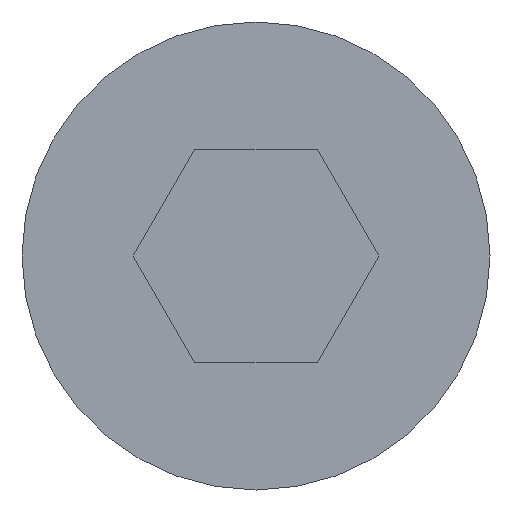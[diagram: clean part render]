
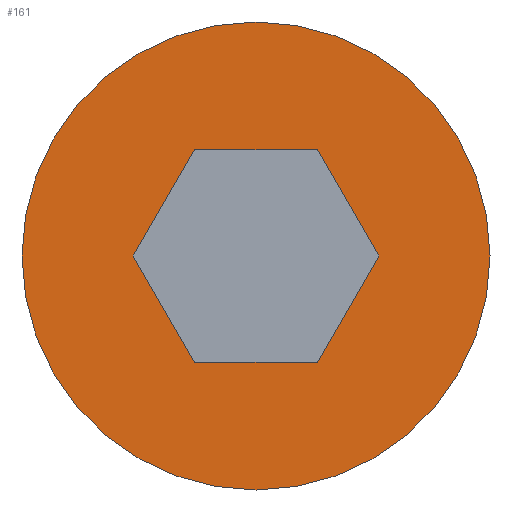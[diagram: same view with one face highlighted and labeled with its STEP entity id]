
A CAD part, front view. The second image highlights one B-rep face of the part: STEP entity #161.
In plain terms, the highlighted planar face has unit normal (0, -1, 0).
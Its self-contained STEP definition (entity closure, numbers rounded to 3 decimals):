
#1 = CARTESIAN_POINT ( 'NONE',  ( 0., 0., 0. ) ) ;
#4 = ORIENTED_EDGE ( 'NONE', *, *, #90, .F. ) ;
#5 = CARTESIAN_POINT ( 'NONE',  ( -0.722, 0., 1.25 ) ) ;
#19 = EDGE_CURVE ( 'NONE', #80, #208, #246, .T. ) ;
#20 = VERTEX_POINT ( 'NONE', #22 ) ;
#22 = CARTESIAN_POINT ( 'NONE',  ( 0.722, 0., 1.25 ) ) ;
#24 = EDGE_CURVE ( 'NONE', #66, #20, #375, .T. ) ;
#27 = CIRCLE ( 'NONE', #262, 2.75 ) ;
#31 = EDGE_CURVE ( 'NONE', #279, #66, #220, .T. ) ;
#44 = DIRECTION ( 'NONE',  ( 0., 0., 1. ) ) ;
#50 = ORIENTED_EDGE ( 'NONE', *, *, #31, .F. ) ;
#56 = CARTESIAN_POINT ( 'NONE',  ( -0.722, 0., -1.25 ) ) ;
#57 = VECTOR ( 'NONE', #390, 1000. ) ;
#66 = VERTEX_POINT ( 'NONE', #197 ) ;
#79 = PLANE ( 'NONE',  #96 ) ;
#80 = VERTEX_POINT ( 'NONE', #409 ) ;
#85 = CARTESIAN_POINT ( 'NONE',  ( -1.443, 0., 0. ) ) ;
#90 = EDGE_CURVE ( 'NONE', #208, #279, #351, .T. ) ;
#96 = AXIS2_PLACEMENT_3D ( 'NONE', #114, #243, #44 ) ;
#112 = VECTOR ( 'NONE', #120, 1000. ) ;
#114 = CARTESIAN_POINT ( 'NONE',  ( 0., 0., 0. ) ) ;
#116 = VERTEX_POINT ( 'NONE', #338 ) ;
#120 = DIRECTION ( 'NONE',  ( -0.5, 0., -0.866 ) ) ;
#143 = LINE ( 'NONE', #268, #57 ) ;
#150 = ORIENTED_EDGE ( 'NONE', *, *, #241, .F. ) ;
#151 = LINE ( 'NONE', #5, #112 ) ;
#159 = CARTESIAN_POINT ( 'NONE',  ( 0.722, 0., -1.25 ) ) ;
#161 = ADVANCED_FACE ( 'NONE', ( #358, #326 ), #79, .F. ) ;
#164 = CIRCLE ( 'NONE', #263, 2.75 ) ;
#173 = DIRECTION ( 'NONE',  ( 0., 1., 0. ) ) ;
#175 = DIRECTION ( 'NONE',  ( 0., 0., 1. ) ) ;
#179 = ORIENTED_EDGE ( 'NONE', *, *, #355, .F. ) ;
#181 = DIRECTION ( 'NONE',  ( 0., 1., 0. ) ) ;
#187 = DIRECTION ( 'NONE',  ( 0.5, 0., -0.866 ) ) ;
#191 = EDGE_CURVE ( 'NONE', #316, #116, #164, .T. ) ;
#196 = EDGE_CURVE ( 'NONE', #116, #316, #27, .T. ) ;
#197 = CARTESIAN_POINT ( 'NONE',  ( 1.443, 0., 0. ) ) ;
#201 = CARTESIAN_POINT ( 'NONE',  ( 0., 0., 0. ) ) ;
#208 = VERTEX_POINT ( 'NONE', #264 ) ;
#211 = ORIENTED_EDGE ( 'NONE', *, *, #24, .F. ) ;
#215 = CARTESIAN_POINT ( 'NONE',  ( -0.722, 0., 1.25 ) ) ;
#216 = VECTOR ( 'NONE', #281, 1000. ) ;
#220 = LINE ( 'NONE', #159, #216 ) ;
#221 = VECTOR ( 'NONE', #353, 1000. ) ;
#222 = ORIENTED_EDGE ( 'NONE', *, *, #19, .F. ) ;
#241 = EDGE_CURVE ( 'NONE', #20, #269, #143, .T. ) ;
#243 = DIRECTION ( 'NONE',  ( 0., 1., 0. ) ) ;
#246 = LINE ( 'NONE', #85, #410 ) ;
#251 = CARTESIAN_POINT ( 'NONE',  ( 1.443, 0., 0. ) ) ;
#262 = AXIS2_PLACEMENT_3D ( 'NONE', #1, #173, #175 ) ;
#263 = AXIS2_PLACEMENT_3D ( 'NONE', #201, #181, #383 ) ;
#264 = CARTESIAN_POINT ( 'NONE',  ( -0.722, 0., -1.25 ) ) ;
#265 = ORIENTED_EDGE ( 'NONE', *, *, #191, .F. ) ;
#268 = CARTESIAN_POINT ( 'NONE',  ( 0.722, 0., 1.25 ) ) ;
#269 = VERTEX_POINT ( 'NONE', #215 ) ;
#278 = CARTESIAN_POINT ( 'NONE',  ( 0.722, 0., -1.25 ) ) ;
#279 = VERTEX_POINT ( 'NONE', #278 ) ;
#281 = DIRECTION ( 'NONE',  ( 0.5, 0., 0.866 ) ) ;
#308 = CARTESIAN_POINT ( 'NONE',  ( 0., 0., -2.75 ) ) ;
#316 = VERTEX_POINT ( 'NONE', #308 ) ;
#326 = FACE_OUTER_BOUND ( 'NONE', #342, .T. ) ;
#338 = CARTESIAN_POINT ( 'NONE',  ( 0., 0., 2.75 ) ) ;
#339 = EDGE_LOOP ( 'NONE', ( #50, #4, #222, #179, #150, #211 ) ) ;
#342 = EDGE_LOOP ( 'NONE', ( #265, #349 ) ) ;
#349 = ORIENTED_EDGE ( 'NONE', *, *, #196, .F. ) ;
#351 = LINE ( 'NONE', #56, #221 ) ;
#353 = DIRECTION ( 'NONE',  ( 1., 0., 0. ) ) ;
#355 = EDGE_CURVE ( 'NONE', #269, #80, #151, .T. ) ;
#358 = FACE_BOUND ( 'NONE', #339, .T. ) ;
#374 = DIRECTION ( 'NONE',  ( -0.5, 0., 0.866 ) ) ;
#375 = LINE ( 'NONE', #251, #392 ) ;
#383 = DIRECTION ( 'NONE',  ( 0., 0., 1. ) ) ;
#390 = DIRECTION ( 'NONE',  ( -1., 0., 0. ) ) ;
#392 = VECTOR ( 'NONE', #374, 1000. ) ;
#409 = CARTESIAN_POINT ( 'NONE',  ( -1.443, 0., 0. ) ) ;
#410 = VECTOR ( 'NONE', #187, 1000. ) ;
